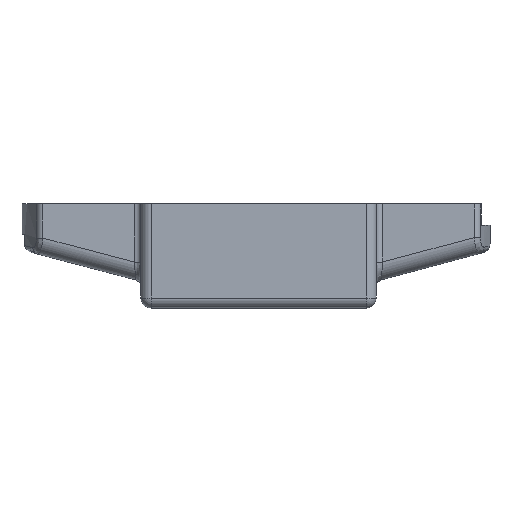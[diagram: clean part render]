
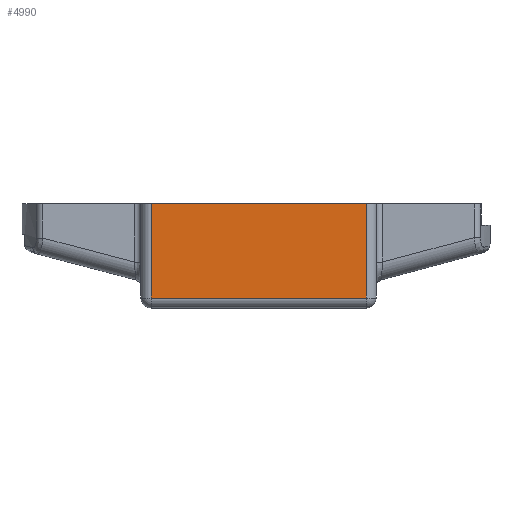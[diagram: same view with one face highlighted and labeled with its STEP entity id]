
A CAD part, left-side view. The second image highlights one B-rep face of the part: STEP entity #4990.
In plain terms, the highlighted planar face has unit normal (-1, 0, 0).
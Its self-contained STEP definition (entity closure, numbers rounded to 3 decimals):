
#32 = PLANE('',#33);
#33 = AXIS2_PLACEMENT_3D('',#34,#35,#36);
#34 = CARTESIAN_POINT('',(0.,0.,6.));
#35 = DIRECTION('',(0.,0.,1.));
#36 = DIRECTION('',(1.,0.,0.));
#411 = VERTEX_POINT('',#412);
#412 = CARTESIAN_POINT('',(-37.499,32.,6.));
#431 = CYLINDRICAL_SURFACE('',#432,3.);
#432 = AXIS2_PLACEMENT_3D('',#433,#434,#435);
#433 = CARTESIAN_POINT('',(-34.499,32.,-25.));
#434 = DIRECTION('',(0.,0.,1.));
#435 = DIRECTION('',(-1.,0.,0.));
#443 = EDGE_CURVE('',#411,#444,#446,.T.);
#444 = VERTEX_POINT('',#445);
#445 = CARTESIAN_POINT('',(-37.499,-32.,6.));
#446 = SURFACE_CURVE('',#447,(#451,#458),.PCURVE_S1.);
#447 = LINE('',#448,#449);
#448 = CARTESIAN_POINT('',(-37.499,17.5,6.));
#449 = VECTOR('',#450,1.);
#450 = DIRECTION('',(0.,-1.,0.));
#451 = PCURVE('',#32,#452);
#452 = DEFINITIONAL_REPRESENTATION('',(#453),#457);
#453 = LINE('',#454,#455);
#454 = CARTESIAN_POINT('',(-37.499,17.5));
#455 = VECTOR('',#456,1.);
#456 = DIRECTION('',(0.,-1.));
#457 = ( GEOMETRIC_REPRESENTATION_CONTEXT(2) 
PARAMETRIC_REPRESENTATION_CONTEXT() REPRESENTATION_CONTEXT('2D SPACE',''
  ) );
#458 = PCURVE('',#459,#464);
#459 = PLANE('',#460);
#460 = AXIS2_PLACEMENT_3D('',#461,#462,#463);
#461 = CARTESIAN_POINT('',(-37.499,0.,-9.5));
#462 = DIRECTION('',(-1.,-0.,-0.));
#463 = DIRECTION('',(0.,0.,-1.));
#464 = DEFINITIONAL_REPRESENTATION('',(#465),#469);
#465 = LINE('',#466,#467);
#466 = CARTESIAN_POINT('',(-15.5,-17.5));
#467 = VECTOR('',#468,1.);
#468 = DIRECTION('',(0.,1.));
#469 = ( GEOMETRIC_REPRESENTATION_CONTEXT(2) 
PARAMETRIC_REPRESENTATION_CONTEXT() REPRESENTATION_CONTEXT('2D SPACE',''
  ) );
#488 = CYLINDRICAL_SURFACE('',#489,3.);
#489 = AXIS2_PLACEMENT_3D('',#490,#491,#492);
#490 = CARTESIAN_POINT('',(-34.499,-32.,6.));
#491 = DIRECTION('',(-0.,-0.,-1.));
#492 = DIRECTION('',(-1.,0.,0.));
#4858 = VERTEX_POINT('',#4859);
#4859 = CARTESIAN_POINT('',(-37.499,32.,-22.));
#4888 = EDGE_CURVE('',#4858,#411,#4889,.T.);
#4889 = SURFACE_CURVE('',#4890,(#4894,#4901),.PCURVE_S1.);
#4890 = LINE('',#4891,#4892);
#4891 = CARTESIAN_POINT('',(-37.499,32.,-25.));
#4892 = VECTOR('',#4893,1.);
#4893 = DIRECTION('',(0.,0.,1.));
#4894 = PCURVE('',#431,#4895);
#4895 = DEFINITIONAL_REPRESENTATION('',(#4896),#4900);
#4896 = LINE('',#4897,#4898);
#4897 = CARTESIAN_POINT('',(-0.,0.));
#4898 = VECTOR('',#4899,1.);
#4899 = DIRECTION('',(-0.,1.));
#4900 = ( GEOMETRIC_REPRESENTATION_CONTEXT(2) 
PARAMETRIC_REPRESENTATION_CONTEXT() REPRESENTATION_CONTEXT('2D SPACE',''
  ) );
#4901 = PCURVE('',#459,#4902);
#4902 = DEFINITIONAL_REPRESENTATION('',(#4903),#4907);
#4903 = LINE('',#4904,#4905);
#4904 = CARTESIAN_POINT('',(15.5,-32.));
#4905 = VECTOR('',#4906,1.);
#4906 = DIRECTION('',(-1.,0.));
#4907 = ( GEOMETRIC_REPRESENTATION_CONTEXT(2) 
PARAMETRIC_REPRESENTATION_CONTEXT() REPRESENTATION_CONTEXT('2D SPACE',''
  ) );
#4990 = ADVANCED_FACE('',(#4991),#459,.T.);
#4991 = FACE_BOUND('',#4992,.T.);
#4992 = EDGE_LOOP('',(#4993,#4994,#4995,#5023));
#4993 = ORIENTED_EDGE('',*,*,#443,.F.);
#4994 = ORIENTED_EDGE('',*,*,#4888,.F.);
#4995 = ORIENTED_EDGE('',*,*,#4996,.F.);
#4996 = EDGE_CURVE('',#4997,#4858,#4999,.T.);
#4997 = VERTEX_POINT('',#4998);
#4998 = CARTESIAN_POINT('',(-37.499,-32.,-22.));
#4999 = SURFACE_CURVE('',#5000,(#5004,#5011),.PCURVE_S1.);
#5000 = LINE('',#5001,#5002);
#5001 = CARTESIAN_POINT('',(-37.499,-35.,-22.));
#5002 = VECTOR('',#5003,1.);
#5003 = DIRECTION('',(0.,1.,0.));
#5004 = PCURVE('',#459,#5005);
#5005 = DEFINITIONAL_REPRESENTATION('',(#5006),#5010);
#5006 = LINE('',#5007,#5008);
#5007 = CARTESIAN_POINT('',(12.5,35.));
#5008 = VECTOR('',#5009,1.);
#5009 = DIRECTION('',(0.,-1.));
#5010 = ( GEOMETRIC_REPRESENTATION_CONTEXT(2) 
PARAMETRIC_REPRESENTATION_CONTEXT() REPRESENTATION_CONTEXT('2D SPACE',''
  ) );
#5011 = PCURVE('',#5012,#5017);
#5012 = CYLINDRICAL_SURFACE('',#5013,3.);
#5013 = AXIS2_PLACEMENT_3D('',#5014,#5015,#5016);
#5014 = CARTESIAN_POINT('',(-34.499,-35.,-22.));
#5015 = DIRECTION('',(0.,1.,0.));
#5016 = DIRECTION('',(0.,0.,-1.));
#5017 = DEFINITIONAL_REPRESENTATION('',(#5018),#5022);
#5018 = LINE('',#5019,#5020);
#5019 = CARTESIAN_POINT('',(1.571,0.));
#5020 = VECTOR('',#5021,1.);
#5021 = DIRECTION('',(0.,1.));
#5022 = ( GEOMETRIC_REPRESENTATION_CONTEXT(2) 
PARAMETRIC_REPRESENTATION_CONTEXT() REPRESENTATION_CONTEXT('2D SPACE',''
  ) );
#5023 = ORIENTED_EDGE('',*,*,#5024,.F.);
#5024 = EDGE_CURVE('',#444,#4997,#5025,.T.);
#5025 = SURFACE_CURVE('',#5026,(#5030,#5037),.PCURVE_S1.);
#5026 = LINE('',#5027,#5028);
#5027 = CARTESIAN_POINT('',(-37.499,-32.,6.));
#5028 = VECTOR('',#5029,1.);
#5029 = DIRECTION('',(-0.,-0.,-1.));
#5030 = PCURVE('',#459,#5031);
#5031 = DEFINITIONAL_REPRESENTATION('',(#5032),#5036);
#5032 = LINE('',#5033,#5034);
#5033 = CARTESIAN_POINT('',(-15.5,32.));
#5034 = VECTOR('',#5035,1.);
#5035 = DIRECTION('',(1.,0.));
#5036 = ( GEOMETRIC_REPRESENTATION_CONTEXT(2) 
PARAMETRIC_REPRESENTATION_CONTEXT() REPRESENTATION_CONTEXT('2D SPACE',''
  ) );
#5037 = PCURVE('',#488,#5038);
#5038 = DEFINITIONAL_REPRESENTATION('',(#5039),#5043);
#5039 = LINE('',#5040,#5041);
#5040 = CARTESIAN_POINT('',(-0.,0.));
#5041 = VECTOR('',#5042,1.);
#5042 = DIRECTION('',(-0.,1.));
#5043 = ( GEOMETRIC_REPRESENTATION_CONTEXT(2) 
PARAMETRIC_REPRESENTATION_CONTEXT() REPRESENTATION_CONTEXT('2D SPACE',''
  ) );
